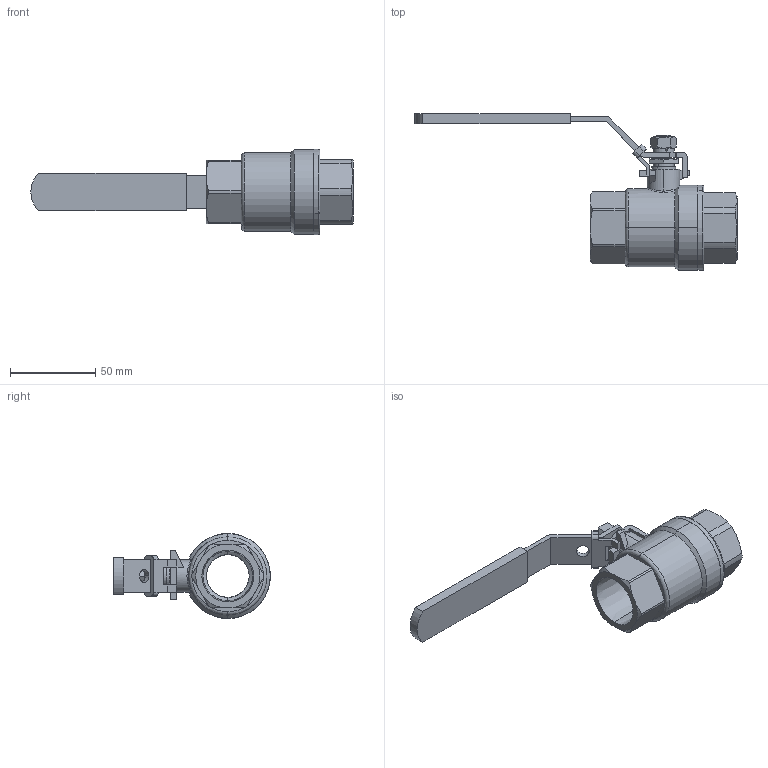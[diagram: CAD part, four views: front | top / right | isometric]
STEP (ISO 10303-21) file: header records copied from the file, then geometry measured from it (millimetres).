
FILE_DESCRIPTION (( 'STEP AP214' ), '1' );
FILE_NAME ('1QF278.STEP', '2024-06-26T03:41:28', ( 'Windows 蚚誧' ), ( 'Organization' ), 'SwSTEP 2.0', 'SolidWorks 2022', '' );
FILE_SCHEMA (( 'AUTOMOTIVE_DESIGN' ));
Length unit declared in the file: millimetre
Products named in the file (13): 跡擘饜离_3-4  1"; 球垫配置_1"; GB／T93-1987标准型弹性垫圈(装配); 球组件_1"; 1裔; 苤え饜离_3-4  1"; 1QF278; 笢諳饜离_3-4   1"; hex nuts, style 1-grades ab gb3_GB_FASTENER_NUT_SNAB1 M8-N; 1參忒; 大包圈组件_1"; 1极; 笢粣饜离_1"
Assembly tree (13 placements, depth 2):
  1QF278
    1极
    大包圈组件_1"
    1裔
    跡擘饜离_3-4  1"
    球组件_1"
    球垫配置_1"  x2
    苤え饜离_3-4  1"
    笢諳饜离_3-4   1"
    笢粣饜离_1"
    1參忒
    GB／T93-1987标准型弹性垫圈(装配)
    hex nuts, style 1-grades ab gb3_GB_FASTENER_NUT_SNAB1 M8-N
Bounding box: 188.5 x 91.7 x 49.8 mm (x, y, z)
Volume: 93244.1 mm3; surface area: 55788.3 mm2
Topology: 14 solids, 14 shells, 439 faces, 1114 edges, 719 vertices
Faces by surface type: cylinder 201, plane 150, cone 65, torus 12, bspline 7, sphere 4
Entity records: 19432 total; most frequent: CARTESIAN_POINT 9051, ORIENTED_EDGE 2150, DIRECTION 1989, EDGE_CURVE 1075, AXIS2_PLACEMENT_3D 756, VERTEX_POINT 696, LINE 477, VECTOR 477
